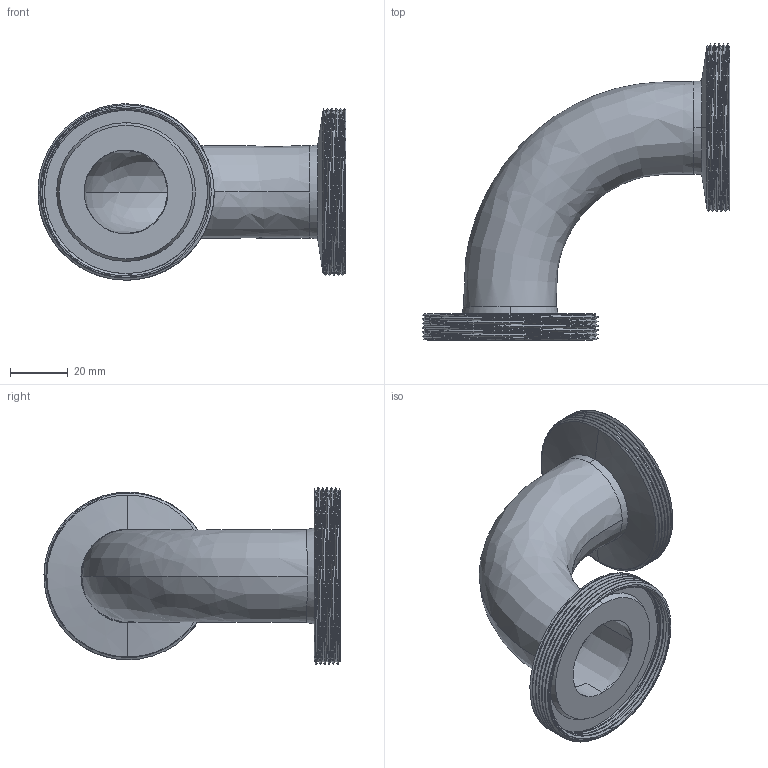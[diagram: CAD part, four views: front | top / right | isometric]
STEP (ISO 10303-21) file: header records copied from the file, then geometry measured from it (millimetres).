
FILE_DESCRIPTION (( 'STEP AP203' ), '1' );
FILE_NAME ('3D_M-3007_32_174784345.STEP', '2024-09-12T12:02:58', ( '' ), ( '' ), 'SwSTEP 2.0', 'SolidWorks 2024', '' );
FILE_SCHEMA (( 'CONFIG_CONTROL_DESIGN' ));
Length unit declared in the file: millimetre
Products named in the file (1): 3D_M-3007_32_174784345
Bounding box: 106.49 x 102.38 x 61 mm (x, y, z)
Volume: 34458.6 mm3; surface area: 36937.1 mm2
Topology: 1 solids, 1 shells, 91 faces, 249 edges, 165 vertices
Faces by surface type: cylinder 41, cone 23, bspline 17, plane 10
Entity records: 12475 total; most frequent: CARTESIAN_POINT 10438, ORIENTED_EDGE 498, DIRECTION 310, EDGE_CURVE 249, VERTEX_POINT 165, AXIS2_PLACEMENT_3D 126, EDGE_LOOP 98, ADVANCED_FACE 91
